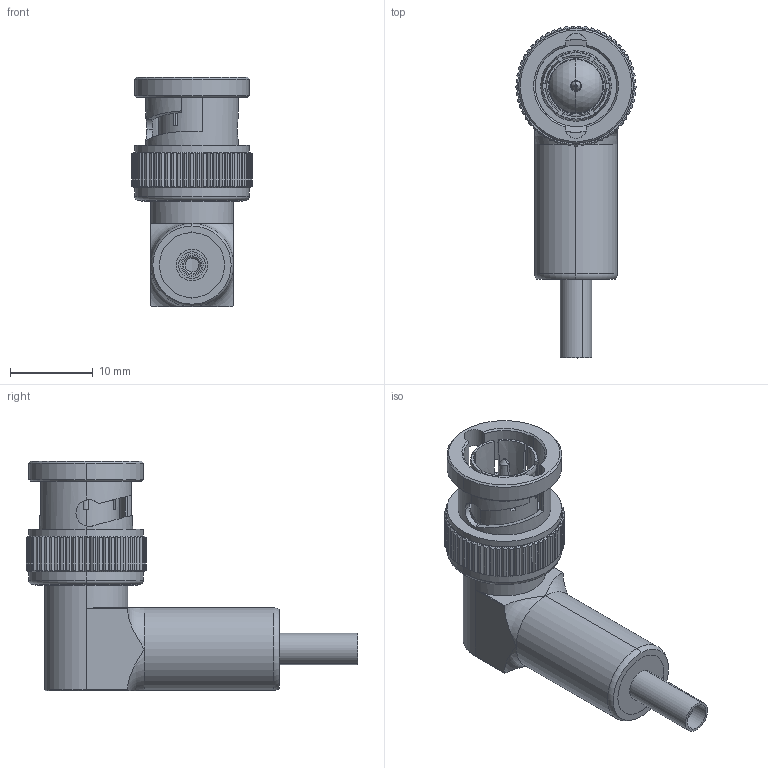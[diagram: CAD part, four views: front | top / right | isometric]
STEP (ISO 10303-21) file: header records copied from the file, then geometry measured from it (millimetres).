
FILE_DESCRIPTION (( 'STEP AP203' ), '1' );
FILE_NAME ('10-104-W66-AB.STEP', '2019-08-22T11:21:01', ( 'So''doherty' ), ( 'Hewlett-Packard Company' ), 'SwSTEP 2.0', 'SolidWorks 2016', '' );
FILE_SCHEMA (( 'CONFIG_CONTROL_DESIGN' ));
Length unit declared in the file: millimetre
Products named in the file (1): 10-104-W66-AB
Bounding box: 14.48 x 40.02 x 27.63 mm (x, y, z)
Surface area: 2992.6 mm2 (no closed solid volume)
Topology: 0 solids, 10 shells, 433 faces, 1263 edges, 834 vertices
Faces by surface type: plane 169, cone 150, cylinder 96, torus 16, sphere 2
Entity records: 14904 total; most frequent: CARTESIAN_POINT 3652, ORIENTED_EDGE 2448, DIRECTION 2224, EDGE_CURVE 1263, AXIS2_PLACEMENT_3D 836, VERTEX_POINT 834, LINE 552, VECTOR 552
